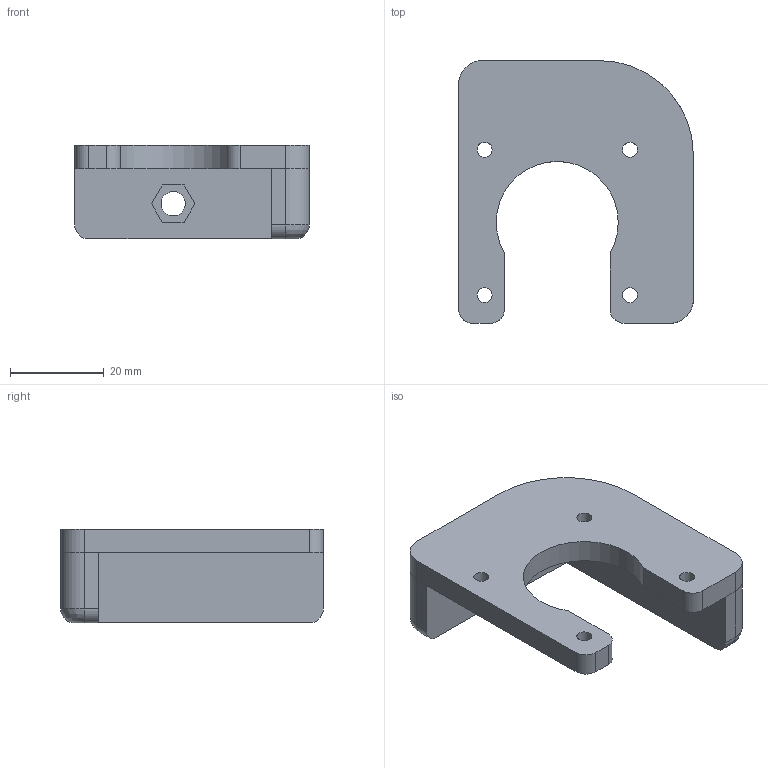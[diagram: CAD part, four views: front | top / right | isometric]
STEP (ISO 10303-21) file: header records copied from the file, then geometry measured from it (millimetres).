
FILE_DESCRIPTION(('FreeCAD Model'),'2;1');
FILE_NAME('Open CASCADE Shape Model','2025-06-25T17:12:06',(''),(''), 'Open CASCADE STEP processor 7.8','FreeCAD','Unknown');
FILE_SCHEMA(('AUTOMOTIVE_DESIGN { 1 0 10303 214 1 1 1 1 }'));
Length unit declared in the file: millimetre
Products named in the file (1): Belt_Tensioner_Right
Bounding box: 50 x 56 x 20 mm (x, y, z)
Volume: 19285.9 mm3; surface area: 8267.1 mm2
Topology: 1 solids, 1 shells, 45 faces, 112 edges, 70 vertices
Faces by surface type: plane 23, cylinder 19, revolution 2, torus 1
Full cylindrical faces by diameter (mm): 3.2 x4, 5.2 x1
Entity records: 1398 total; most frequent: CARTESIAN_POINT 252, DIRECTION 240, ORIENTED_EDGE 224, EDGE_CURVE 112, AXIS2_PLACEMENT_3D 82, LINE 74, VECTOR 74, VERTEX_POINT 70
